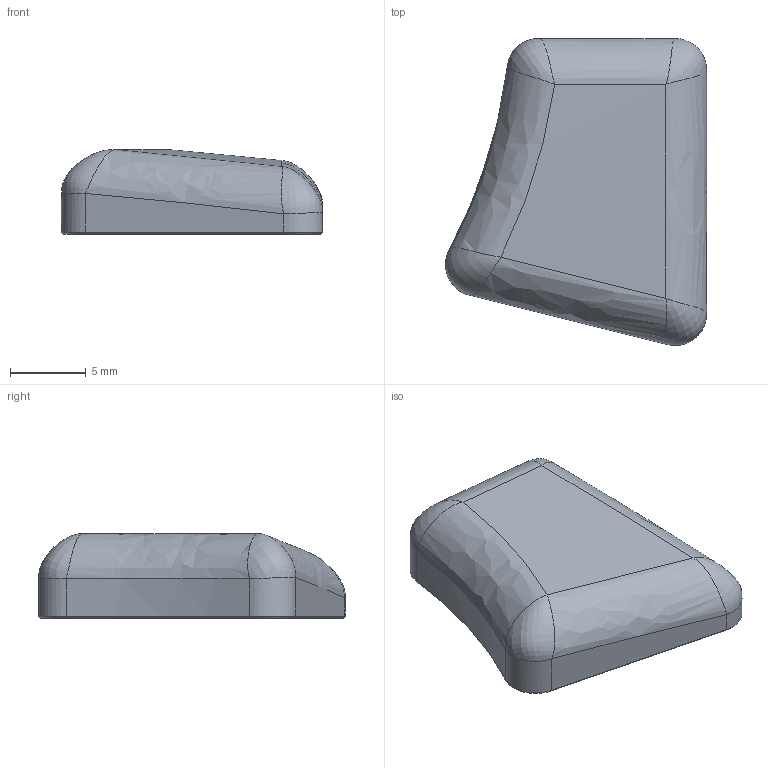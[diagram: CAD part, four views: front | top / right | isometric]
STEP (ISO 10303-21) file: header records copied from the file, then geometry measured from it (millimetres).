
FILE_DESCRIPTION(/* description */ ('STEP AP242','CAx-IF Rec.Pracs.---Representation and Presentation of Product Manufacturing Information (PMI)---4.0---2014-10-13','CAx-IF Rec.Pracs.---3D Tessellated Geometry---0.4---2014-09-14','2;1'),/* implementation_level */ '2;1');
FILE_NAME(/* name */ '57-68mm - Button 4',/* time_stamp */ '2025-02-17T07:16:27Z',/* author */ (''),/* organization */ (''),/* preprocessor_version */ 'ST-DEVELOPER v20',/* originating_system */ 'ONSHAPE BY PTC INC, 1.193',/* authorisation */ ' ');
FILE_SCHEMA (('AP242_MANAGED_MODEL_BASED_3D_ENGINEERING_MIM_LF { 1 0 10303 442 1 1 4 }'));
Length unit declared in the file: metre
Products named in the file (1): Button 4
Bounding box: 17.29 x 20.32 x 5.62 mm (x, y, z)
Volume: 1256.2 mm3; surface area: 850.7 mm2
Topology: 1 solids, 3 shells, 36 faces, 70 edges, 40 vertices
Faces by surface type: plane 11, cone 9, bspline 8, cylinder 7, sphere 1
Full cylindrical faces by diameter (mm): 4.2 x2
Entity records: 4061 total; most frequent: CARTESIAN_POINT 3411, ORIENTED_EDGE 120, DIRECTION 116, EDGE_CURVE 60, AXIS2_PLACEMENT_3D 47, FACE_BOUND 44, EDGE_LOOP 42, VERTEX_POINT 38
